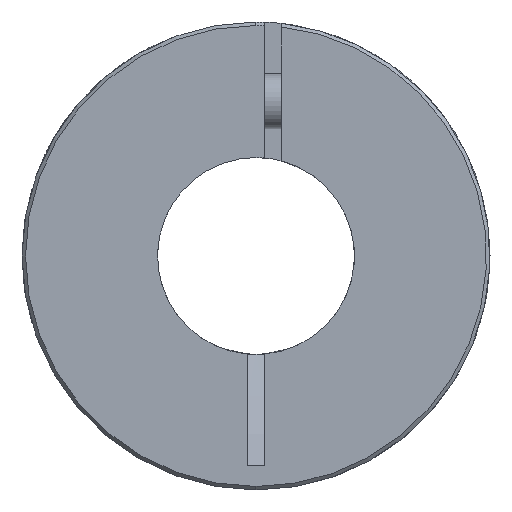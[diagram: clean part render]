
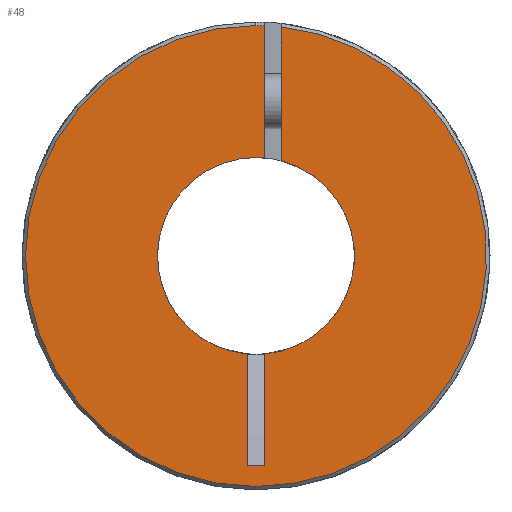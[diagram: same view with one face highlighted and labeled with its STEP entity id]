
A CAD part, left-side view. The second image highlights one B-rep face of the part: STEP entity #48.
In plain terms, the highlighted planar face has unit normal (-1, 0, 0).
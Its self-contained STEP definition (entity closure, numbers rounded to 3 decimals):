
#5 = DIRECTION ( 'NONE',  ( 0., 0., -1. ) ) ;
#20 = VERTEX_POINT ( 'NONE', #1372 ) ;
#28 = ORIENTED_EDGE ( 'NONE', *, *, #1971, .T. ) ;
#48 = ADVANCED_FACE ( 'NONE', ( #1042 ), #860, .F. ) ;
#53 = LINE ( 'NONE', #1538, #1789 ) ;
#112 = DIRECTION ( 'NONE',  ( 0., 0., 1. ) ) ;
#129 = EDGE_CURVE ( 'NONE', #2018, #323, #718, .T. ) ;
#149 = VERTEX_POINT ( 'NONE', #451 ) ;
#165 = CARTESIAN_POINT ( 'NONE',  ( -0.014, 0., -16.387 ) ) ;
#208 = DIRECTION ( 'NONE',  ( 0., 0., -1. ) ) ;
#225 = DIRECTION ( 'NONE',  ( 1., 0., 0. ) ) ;
#238 = VERTEX_POINT ( 'NONE', #268 ) ;
#252 = EDGE_CURVE ( 'NONE', #2153, #20, #948, .T. ) ;
#266 = CIRCLE ( 'NONE', #1894, 16.387 ) ;
#268 = CARTESIAN_POINT ( 'NONE',  ( -0.014, -0.61, 16.376 ) ) ;
#304 = VECTOR ( 'NONE', #1972, 1000. ) ;
#313 = EDGE_CURVE ( 'NONE', #818, #1531, #1951, .T. ) ;
#323 = VERTEX_POINT ( 'NONE', #165 ) ;
#338 = ORIENTED_EDGE ( 'NONE', *, *, #1713, .T. ) ;
#350 = DIRECTION ( 'NONE',  ( -1., 0., 0. ) ) ;
#389 = LINE ( 'NONE', #1837, #1342 ) ;
#398 = EDGE_CURVE ( 'NONE', #238, #149, #389, .T. ) ;
#439 = VERTEX_POINT ( 'NONE', #524 ) ;
#444 = CARTESIAN_POINT ( 'NONE',  ( -0.014, 0.61, -6.973 ) ) ;
#450 = DIRECTION ( 'NONE',  ( 0., 0., -1. ) ) ;
#451 = CARTESIAN_POINT ( 'NONE',  ( -0.014, -0.61, 6.973 ) ) ;
#487 = EDGE_CURVE ( 'NONE', #2153, #912, #830, .T. ) ;
#524 = CARTESIAN_POINT ( 'NONE',  ( -0.014, 0., 7. ) ) ;
#557 = ORIENTED_EDGE ( 'NONE', *, *, #1688, .T. ) ;
#596 = ORIENTED_EDGE ( 'NONE', *, *, #398, .F. ) ;
#597 = VECTOR ( 'NONE', #2021, 1000. ) ;
#639 = EDGE_CURVE ( 'NONE', #238, #2018, #266, .T. ) ;
#651 = AXIS2_PLACEMENT_3D ( 'NONE', #2041, #225, #1350 ) ;
#665 = EDGE_CURVE ( 'NONE', #818, #912, #53, .T. ) ;
#692 = CARTESIAN_POINT ( 'NONE',  ( -0.014, 0., 16.387 ) ) ;
#700 = ORIENTED_EDGE ( 'NONE', *, *, #639, .T. ) ;
#706 = DIRECTION ( 'NONE',  ( 1., 0., 0. ) ) ;
#718 = CIRCLE ( 'NONE', #965, 16.387 ) ;
#780 = DIRECTION ( 'NONE',  ( 1., 0., 0. ) ) ;
#811 = CARTESIAN_POINT ( 'NONE',  ( -0.014, 0., 0. ) ) ;
#818 = VERTEX_POINT ( 'NONE', #945 ) ;
#830 = CIRCLE ( 'NONE', #2039, 7. ) ;
#860 = PLANE ( 'NONE',  #651 ) ;
#907 = CIRCLE ( 'NONE', #2010, 16.387 ) ;
#912 = VERTEX_POINT ( 'NONE', #1968 ) ;
#945 = CARTESIAN_POINT ( 'NONE',  ( -0.014, -0.61, -14.912 ) ) ;
#948 = LINE ( 'NONE', #1599, #1792 ) ;
#956 = DIRECTION ( 'NONE',  ( -1., 0., 0. ) ) ;
#965 = AXIS2_PLACEMENT_3D ( 'NONE', #1584, #956, #2072 ) ;
#1028 = EDGE_LOOP ( 'NONE', ( #557, #1776, #338, #596, #700, #1755, #28, #1161, #1158, #1986, #1775 ) ) ;
#1042 = FACE_OUTER_BOUND ( 'NONE', #1028, .T. ) ;
#1059 = LINE ( 'NONE', #1390, #597 ) ;
#1070 = CARTESIAN_POINT ( 'NONE',  ( -0.014, 0., 0. ) ) ;
#1153 = DIRECTION ( 'NONE',  ( 1., 0., 0. ) ) ;
#1158 = ORIENTED_EDGE ( 'NONE', *, *, #487, .T. ) ;
#1161 = ORIENTED_EDGE ( 'NONE', *, *, #252, .F. ) ;
#1209 = AXIS2_PLACEMENT_3D ( 'NONE', #811, #1153, #1770 ) ;
#1215 = CARTESIAN_POINT ( 'NONE',  ( -0.014, 0.61, -14.912 ) ) ;
#1306 = CARTESIAN_POINT ( 'NONE',  ( -0.014, -0.61, -14.912 ) ) ;
#1342 = VECTOR ( 'NONE', #1356, 1000. ) ;
#1350 = DIRECTION ( 'NONE',  ( 0., 0., -1. ) ) ;
#1356 = DIRECTION ( 'NONE',  ( 0., 0., -1. ) ) ;
#1360 = VERTEX_POINT ( 'NONE', #444 ) ;
#1363 = EDGE_CURVE ( 'NONE', #1360, #439, #2082, .T. ) ;
#1372 = CARTESIAN_POINT ( 'NONE',  ( -0.014, -1.778, 16.29 ) ) ;
#1390 = CARTESIAN_POINT ( 'NONE',  ( -0.014, 0.61, -14.912 ) ) ;
#1491 = CIRCLE ( 'NONE', #1805, 7. ) ;
#1495 = CARTESIAN_POINT ( 'NONE',  ( -0.014, 0., 0. ) ) ;
#1518 = CARTESIAN_POINT ( 'NONE',  ( -0.014, 0., 0. ) ) ;
#1531 = VERTEX_POINT ( 'NONE', #1215 ) ;
#1538 = CARTESIAN_POINT ( 'NONE',  ( -0.014, -0.61, -14.912 ) ) ;
#1560 = CARTESIAN_POINT ( 'NONE',  ( -0.014, 0., 0. ) ) ;
#1584 = CARTESIAN_POINT ( 'NONE',  ( -0.014, 0., 0. ) ) ;
#1599 = CARTESIAN_POINT ( 'NONE',  ( -0.014, -1.778, 0. ) ) ;
#1660 = DIRECTION ( 'NONE',  ( -1., 0., 0. ) ) ;
#1688 = EDGE_CURVE ( 'NONE', #1531, #1360, #1059, .T. ) ;
#1699 = DIRECTION ( 'NONE',  ( 0., 0., 1. ) ) ;
#1713 = EDGE_CURVE ( 'NONE', #439, #149, #1491, .T. ) ;
#1755 = ORIENTED_EDGE ( 'NONE', *, *, #129, .T. ) ;
#1770 = DIRECTION ( 'NONE',  ( 0., 0., -1. ) ) ;
#1775 = ORIENTED_EDGE ( 'NONE', *, *, #313, .T. ) ;
#1776 = ORIENTED_EDGE ( 'NONE', *, *, #1363, .T. ) ;
#1789 = VECTOR ( 'NONE', #1699, 1000. ) ;
#1792 = VECTOR ( 'NONE', #112, 1000. ) ;
#1805 = AXIS2_PLACEMENT_3D ( 'NONE', #1070, #706, #208 ) ;
#1837 = CARTESIAN_POINT ( 'NONE',  ( -0.014, -0.61, 16.626 ) ) ;
#1880 = CARTESIAN_POINT ( 'NONE',  ( -0.014, -1.778, 6.77 ) ) ;
#1894 = AXIS2_PLACEMENT_3D ( 'NONE', #1495, #1660, #5 ) ;
#1951 = LINE ( 'NONE', #1306, #304 ) ;
#1968 = CARTESIAN_POINT ( 'NONE',  ( -0.014, -0.61, -6.973 ) ) ;
#1971 = EDGE_CURVE ( 'NONE', #323, #20, #907, .T. ) ;
#1972 = DIRECTION ( 'NONE',  ( 0., 1., 0. ) ) ;
#1986 = ORIENTED_EDGE ( 'NONE', *, *, #665, .F. ) ;
#2010 = AXIS2_PLACEMENT_3D ( 'NONE', #1518, #350, #2016 ) ;
#2016 = DIRECTION ( 'NONE',  ( 0., 0., -1. ) ) ;
#2018 = VERTEX_POINT ( 'NONE', #692 ) ;
#2021 = DIRECTION ( 'NONE',  ( 0., 0., 1. ) ) ;
#2039 = AXIS2_PLACEMENT_3D ( 'NONE', #1560, #780, #450 ) ;
#2041 = CARTESIAN_POINT ( 'NONE',  ( -0.014, 0., 0. ) ) ;
#2072 = DIRECTION ( 'NONE',  ( 0., 0., -1. ) ) ;
#2082 = CIRCLE ( 'NONE', #1209, 7. ) ;
#2153 = VERTEX_POINT ( 'NONE', #1880 ) ;
